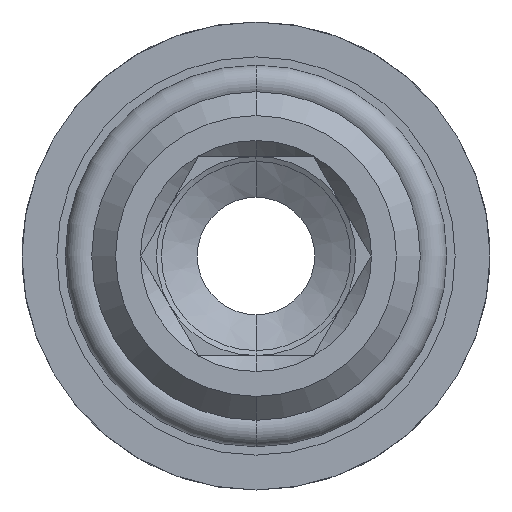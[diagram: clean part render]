
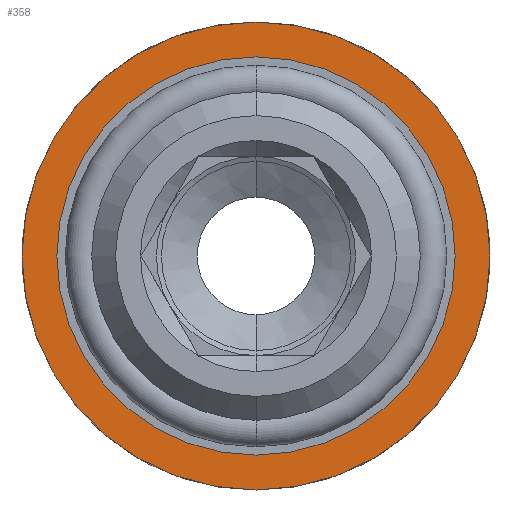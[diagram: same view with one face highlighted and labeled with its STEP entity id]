
A CAD part, front view. The second image highlights one B-rep face of the part: STEP entity #358.
In plain terms, the highlighted planar face has unit normal (0, -1, 0).
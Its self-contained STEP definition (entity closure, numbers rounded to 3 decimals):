
#48 = VERTEX_POINT ( 'NONE', #652 ) ;
#92 = EDGE_CURVE ( 'NONE', #93, #105, #823, .T. ) ;
#93 = VERTEX_POINT ( 'NONE', #825 ) ;
#105 = VERTEX_POINT ( 'NONE', #808 ) ;
#133 = VERTEX_POINT ( 'NONE', #955 ) ;
#271 = EDGE_CURVE ( 'NONE', #105, #93, #1215, .T. ) ;
#278 = ORIENTED_EDGE ( 'NONE', *, *, #92, .T. ) ;
#280 = ORIENTED_EDGE ( 'NONE', *, *, #271, .T. ) ;
#281 = EDGE_LOOP ( 'NONE', ( #282, #284 ) ) ;
#282 = ORIENTED_EDGE ( 'NONE', *, *, #283, .F. ) ;
#283 = EDGE_CURVE ( 'NONE', #133, #48, #1164, .T. ) ;
#284 = ORIENTED_EDGE ( 'NONE', *, *, #343, .F. ) ;
#343 = EDGE_CURVE ( 'NONE', #48, #133, #1312, .T. ) ;
#358 = ADVANCED_FACE ( 'NONE', ( #1299, #1298 ), #1293, .T. ) ;
#359 = EDGE_LOOP ( 'NONE', ( #278, #280 ) ) ;
#652 = CARTESIAN_POINT ( 'NONE',  ( 0., 9., 10. ) ) ;
#794 = CARTESIAN_POINT ( 'NONE',  ( 0., 9., 0. ) ) ;
#796 = DIRECTION ( 'NONE',  ( 0., 0., -1. ) ) ;
#808 = CARTESIAN_POINT ( 'NONE',  ( 0., 9., 11.75 ) ) ;
#820 = DIRECTION ( 'NONE',  ( 0., -1., 0. ) ) ;
#822 = AXIS2_PLACEMENT_3D ( 'NONE', #794, #820, #796 ) ;
#823 = CIRCLE ( 'NONE', #822, 11.75 ) ;
#825 = CARTESIAN_POINT ( 'NONE',  ( 0., 9., -11.75 ) ) ;
#955 = CARTESIAN_POINT ( 'NONE',  ( 0., 9., -10. ) ) ;
#1156 = DIRECTION ( 'NONE',  ( 0., 0., -1. ) ) ;
#1157 = DIRECTION ( 'NONE',  ( 0., -1., 0. ) ) ;
#1161 = DIRECTION ( 'NONE',  ( 0., 0., -1. ) ) ;
#1162 = DIRECTION ( 'NONE',  ( 0., -1., 0. ) ) ;
#1163 = AXIS2_PLACEMENT_3D ( 'NONE', #1227, #1162, #1161 ) ;
#1164 = CIRCLE ( 'NONE', #1163, 10. ) ;
#1215 = CIRCLE ( 'NONE', #1221, 11.75 ) ;
#1220 = CARTESIAN_POINT ( 'NONE',  ( 0., 9., 0. ) ) ;
#1221 = AXIS2_PLACEMENT_3D ( 'NONE', #1220, #1157, #1156 ) ;
#1227 = CARTESIAN_POINT ( 'NONE',  ( 0., 9., 0. ) ) ;
#1288 = DIRECTION ( 'NONE',  ( 0., 0., -1. ) ) ;
#1289 = DIRECTION ( 'NONE',  ( 0., -1., 0. ) ) ;
#1290 = CARTESIAN_POINT ( 'NONE',  ( 11.75, 9., 0. ) ) ;
#1291 = AXIS2_PLACEMENT_3D ( 'NONE', #1290, #1289, #1288 ) ;
#1293 = PLANE ( 'NONE',  #1291 ) ;
#1298 = FACE_BOUND ( 'NONE', #281, .T. ) ;
#1299 = FACE_OUTER_BOUND ( 'NONE', #359, .T. ) ;
#1308 = DIRECTION ( 'NONE',  ( 0., 0., -1. ) ) ;
#1309 = DIRECTION ( 'NONE',  ( 0., -1., 0. ) ) ;
#1310 = CARTESIAN_POINT ( 'NONE',  ( 0., 9., 0. ) ) ;
#1311 = AXIS2_PLACEMENT_3D ( 'NONE', #1310, #1309, #1308 ) ;
#1312 = CIRCLE ( 'NONE', #1311, 10. ) ;
